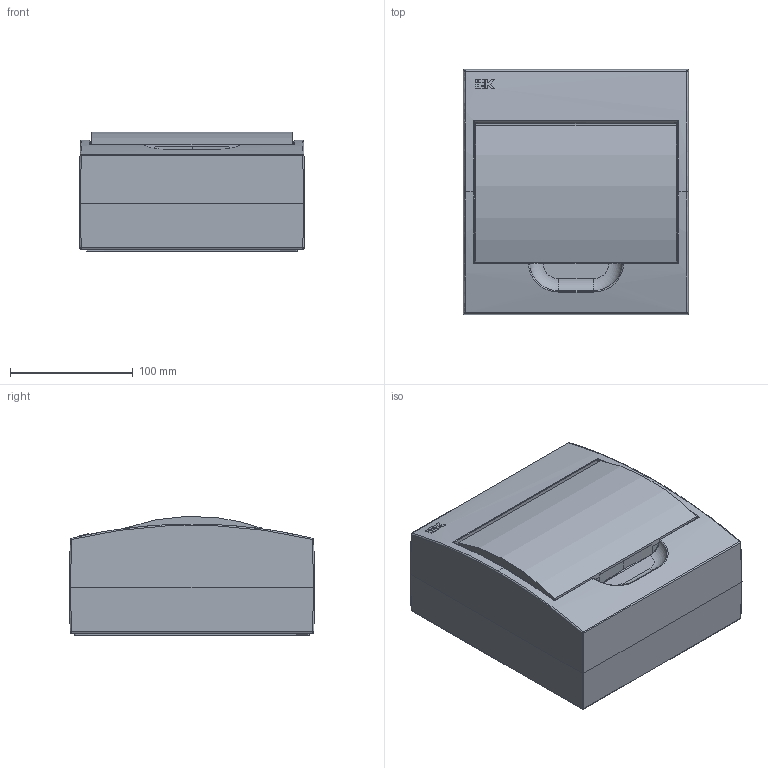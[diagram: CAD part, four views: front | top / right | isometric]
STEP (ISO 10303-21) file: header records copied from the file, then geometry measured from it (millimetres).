
FILE_DESCRIPTION (( 'STEP AP203' ), '1' );
FILE_NAME ('MKP12-N-08-40-20 Áîêñ ÙÐÍ-Ï-8 ìîäóëåé íàâåñí.ïëàñòèê IP41.STEP', '2016-08-12T12:12:16', ( '' ), ( '' ), 'SwSTEP 2.0', 'SolidWorks 2014', '' );
FILE_SCHEMA (( 'CONFIG_CONTROL_DESIGN' ));
Length unit declared in the file: millimetre
Products named in the file (2): MKP12-N-08-40-20 Áîêñ ÙÐÍ-Ï-8 ìîäóëåé íàâåñí.ïëàñòèê IP41
Bounding box: 184 x 200 x 97.24 mm (x, y, z)
Volume: 382675.8 mm3; surface area: 376180.7 mm2
Topology: 9 solids, 9 shells, 1927 faces, 5347 edges, 3505 vertices
Faces by surface type: plane 1291, bspline 272, cylinder 190, cone 127, torus 27, sphere 20
Entity records: 69104 total; most frequent: CARTESIAN_POINT 21843, ORIENTED_EDGE 10686, DIRECTION 8530, EDGE_CURVE 5343, VERTEX_POINT 3505, LINE 3432, VECTOR 3432, AXIS2_PLACEMENT_3D 2549
